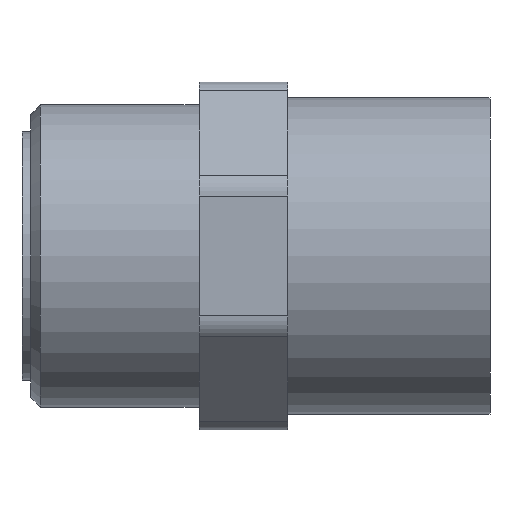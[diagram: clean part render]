
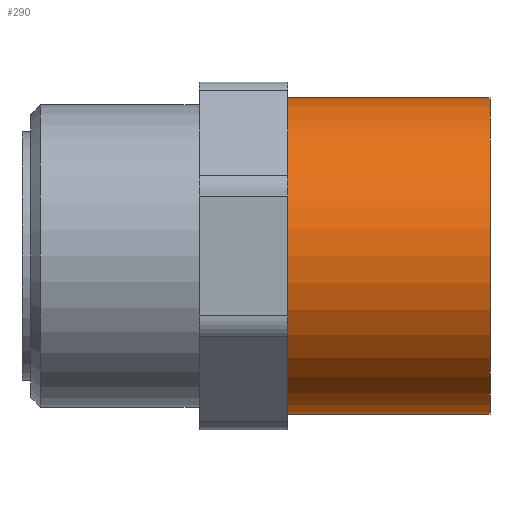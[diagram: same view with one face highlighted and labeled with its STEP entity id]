
A CAD part, front view. The second image highlights one B-rep face of the part: STEP entity #290.
In plain terms, the highlighted cylindrical face has radius 25 mm (diameter 50 mm), a full revolution.
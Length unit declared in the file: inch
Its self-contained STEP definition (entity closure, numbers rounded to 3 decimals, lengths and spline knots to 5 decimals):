
#15 = VERTEX_POINT ( 'NONE', #334 ) ;
#45 = CYLINDRICAL_SURFACE ( 'NONE', #266, 0.98425 ) ;
#65 = ORIENTED_EDGE ( 'NONE', *, *, #173, .F. ) ;
#74 = EDGE_CURVE ( 'NONE', #700, #700, #182, .T. ) ;
#101 = DIRECTION ( 'NONE',  ( 1., 0., 0. ) ) ;
#138 = DIRECTION ( 'NONE',  ( 1., 0., 0. ) ) ;
#172 = CARTESIAN_POINT ( 'NONE',  ( -0.62992, 0., 0. ) ) ;
#173 = EDGE_CURVE ( 'NONE', #15, #15, #773, .T. ) ;
#177 = DIRECTION ( 'NONE',  ( 0., 1., 0. ) ) ;
#182 = CIRCLE ( 'NONE', #429, 0.98425 ) ;
#209 = EDGE_LOOP ( 'NONE', ( #578 ) ) ;
#251 = DIRECTION ( 'NONE',  ( 0., 1., 0. ) ) ;
#266 = AXIS2_PLACEMENT_3D ( 'NONE', #172, #101, #251 ) ;
#290 = ADVANCED_FACE ( 'NONE', ( #733, #388 ), #45, .T. ) ;
#334 = CARTESIAN_POINT ( 'NONE',  ( 0., 0.98425, 0. ) ) ;
#388 = FACE_OUTER_BOUND ( 'NONE', #477, .T. ) ;
#395 = AXIS2_PLACEMENT_3D ( 'NONE', #822, #805, #177 ) ;
#429 = AXIS2_PLACEMENT_3D ( 'NONE', #814, #138, #719 ) ;
#477 = EDGE_LOOP ( 'NONE', ( #65 ) ) ;
#578 = ORIENTED_EDGE ( 'NONE', *, *, #74, .T. ) ;
#644 = CARTESIAN_POINT ( 'NONE',  ( -1.25984, 0.98425, 0. ) ) ;
#700 = VERTEX_POINT ( 'NONE', #644 ) ;
#719 = DIRECTION ( 'NONE',  ( 0., 1., 0. ) ) ;
#733 = FACE_OUTER_BOUND ( 'NONE', #209, .T. ) ;
#773 = CIRCLE ( 'NONE', #395, 0.98425 ) ;
#805 = DIRECTION ( 'NONE',  ( 1., 0., 0. ) ) ;
#814 = CARTESIAN_POINT ( 'NONE',  ( -1.25984, 0., 0. ) ) ;
#822 = CARTESIAN_POINT ( 'NONE',  ( 0., 0., 0. ) ) ;
